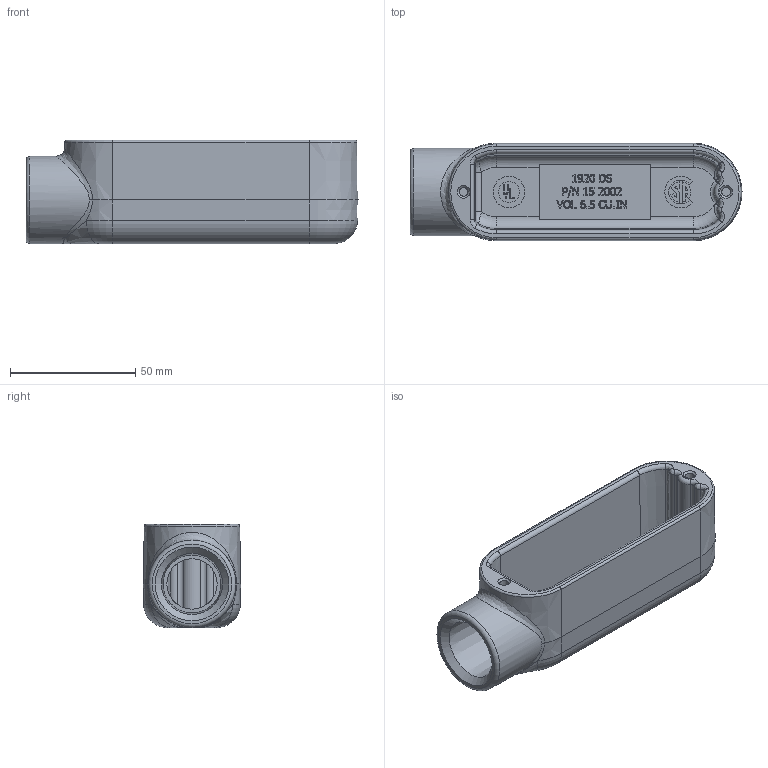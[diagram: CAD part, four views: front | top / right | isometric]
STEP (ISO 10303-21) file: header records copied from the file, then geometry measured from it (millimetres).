
FILE_DESCRIPTION(/* description */ ('OE-2'),/* implementation_level */ '2;1');
FILE_NAME(/* name */ 'KIL_OE-2.stp',/* time_stamp */ '2019-12-26T15:02:10+06:00',/* author */ ('mashraf'),/* organization */ (''),/* preprocessor_version */ 'ST-DEVELOPER v16.13',/* originating_system */ 'Autodesk Inventor 2018',/* authorisation */ '');
FILE_SCHEMA (('AUTOMOTIVE_DESIGN { 1 0 10303 214 3 1 1 }'));
Length unit declared in the file: inch
Products named in the file (1): 13749-1
Bounding box: 132.57 x 38.93 x 41.27 mm (x, y, z)
Volume: 68032.4 mm3; surface area: 30808 mm2
Topology: 1 solids, 1 shells, 836 faces, 2218 edges, 1455 vertices
Faces by surface type: plane 459, bspline 311, cylinder 33, torus 18, cone 15
Full cylindrical faces by diameter (mm): 8.433 x1, 12.649 x1, 20.117 x1, 34.925 x1
Entity records: 28349 total; most frequent: CARTESIAN_POINT 9586, ORIENTED_EDGE 4400, DIRECTION 2812, EDGE_CURVE 2200, VERTEX_POINT 1454, LINE 1448, VECTOR 1448, EDGE_LOOP 926
